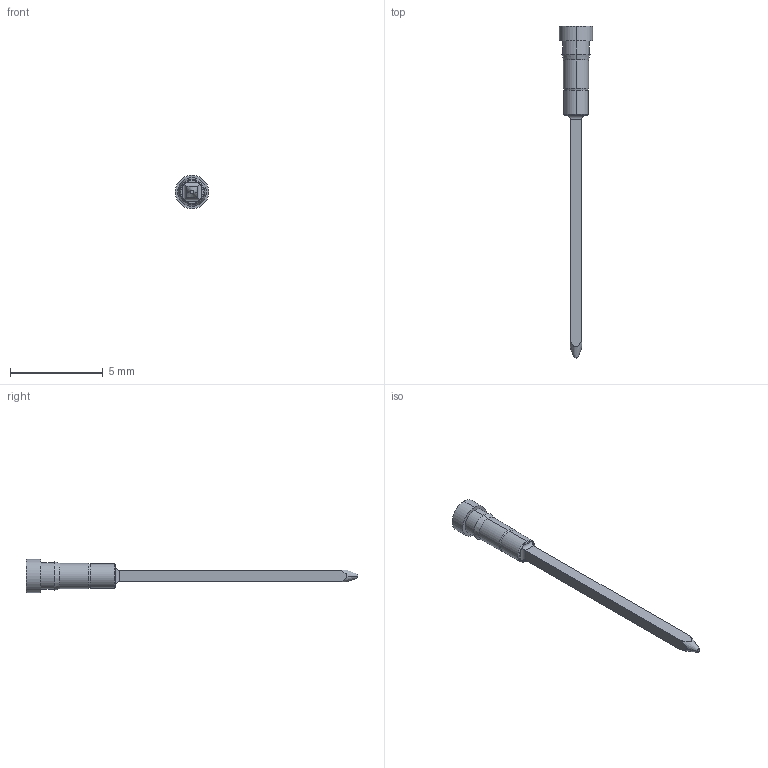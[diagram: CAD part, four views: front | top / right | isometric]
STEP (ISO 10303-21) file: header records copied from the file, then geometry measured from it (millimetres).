
FILE_DESCRIPTION (( 'STEP AP214' ), '1' );
FILE_NAME ('3650~1.STEP', '2018-07-16T12:05:06', ( '' ), ( '' ), 'SwSTEP 2.0', 'SolidWorks 2018', '' );
FILE_SCHEMA (( 'AUTOMOTIVE_DESIGN' ));
Length unit declared in the file: millimetre
Products named in the file (1): 3650~1
Bounding box: 1.8 x 17.85 x 1.8 mm (x, y, z)
Volume: 12.9 mm3; surface area: 58.2 mm2
Topology: 1 solids, 1 shells, 32 faces, 72 edges, 44 vertices
Faces by surface type: cylinder 12, plane 12, cone 8
Entity records: 1014 total; most frequent: CARTESIAN_POINT 283, DIRECTION 146, ORIENTED_EDGE 144, EDGE_CURVE 72, AXIS2_PLACEMENT_3D 59, VERTEX_POINT 44, EDGE_LOOP 34, FACE_OUTER_BOUND 32
